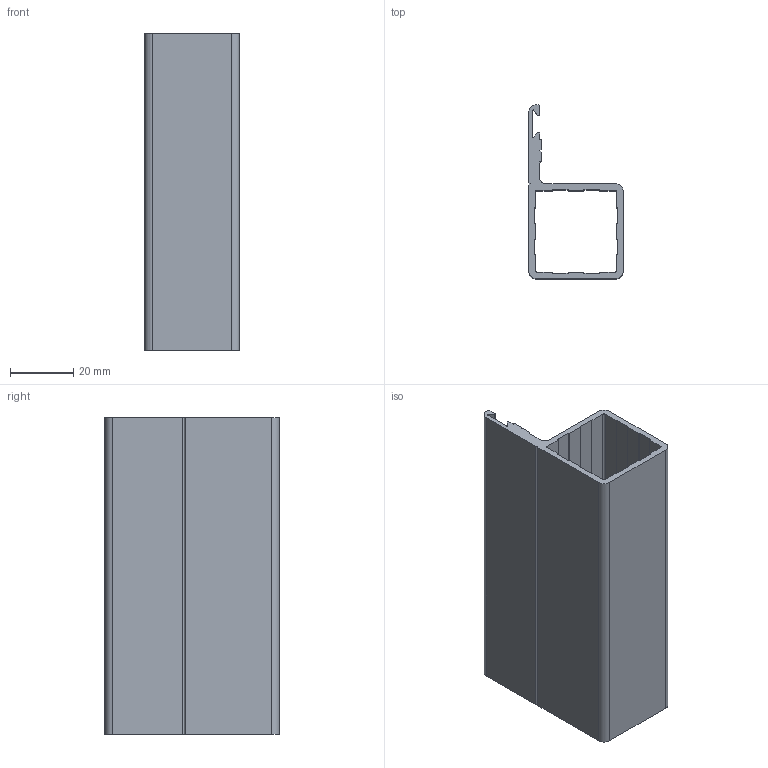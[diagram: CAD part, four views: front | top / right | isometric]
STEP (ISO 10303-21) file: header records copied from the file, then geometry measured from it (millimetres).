
FILE_DESCRIPTION(('STEP AP203'),'2;1');
FILE_NAME('XB25931.stp','2011-03-21T16:29:58',(''),(''),'2009.3.110','THINKDESIGN','');
FILE_SCHEMA(('CONFIG_CONTROL_DESIGN'));
Length unit declared in the file: millimetre
Bounding box: 30 x 55 x 100 mm (x, y, z)
Volume: 29354.5 mm3; surface area: 28802.6 mm2
Topology: 1 solids, 1 shells, 76 faces, 222 edges, 148 vertices
Faces by surface type: plane 58, cylinder 18
Entity records: 2599 total; most frequent: CARTESIAN_POINT 446, ORIENTED_EDGE 444, DIRECTION 410, EDGE_CURVE 222, VECTOR 186, LINE 186, VERTEX_POINT 148, AXIS2_PLACEMENT_3D 112
